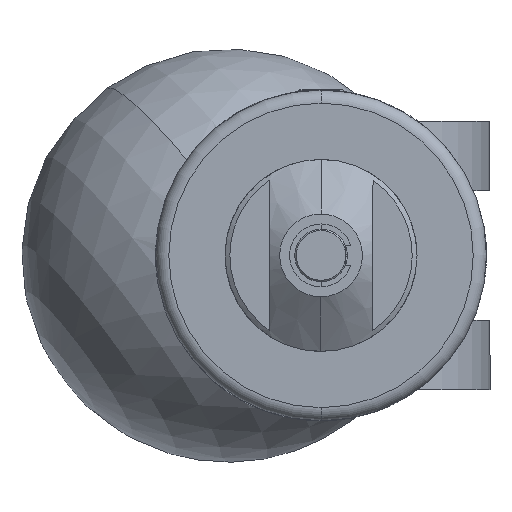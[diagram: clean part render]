
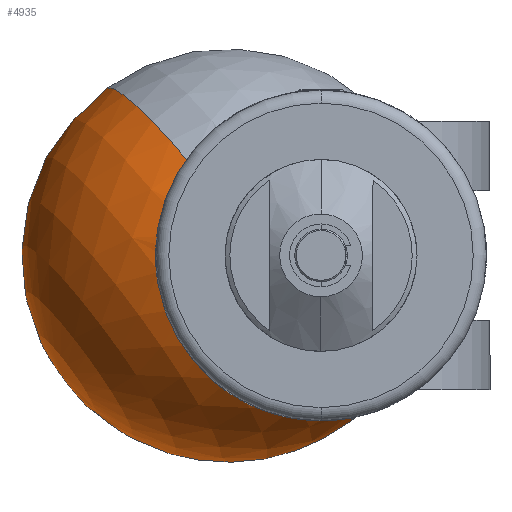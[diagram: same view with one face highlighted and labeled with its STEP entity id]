
A CAD part, left-side view. The second image highlights one B-rep face of the part: STEP entity #4935.
In plain terms, the highlighted spherical face has radius 15.875 mm.
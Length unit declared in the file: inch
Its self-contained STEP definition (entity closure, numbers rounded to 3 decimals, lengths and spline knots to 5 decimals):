
#780 = DIRECTION ( 'NONE',  ( -0.127, 0.801, -0.585 ) ) ;
#1318 = DIRECTION ( 'NONE',  ( 0.988, 0.156, 0. ) ) ;
#1447 = CARTESIAN_POINT ( 'NONE',  ( 5.17165, 0.19044, 0. ) ) ;
#1471 = FACE_OUTER_BOUND ( 'NONE', #5662, .T. ) ;
#1824 = EDGE_CURVE ( 'NONE', #6816, #10370, #5631, .T. ) ;
#2501 = DIRECTION ( 'NONE',  ( 0.988, 0.156, 0. ) ) ;
#2958 = AXIS2_PLACEMENT_3D ( 'NONE', #3979, #780, #8882 ) ;
#3220 = EDGE_CURVE ( 'NONE', #9673, #10370, #5484, .T. ) ;
#3275 = CARTESIAN_POINT ( 'NONE',  ( 5.13993, 0.39068, -0.14627 ) ) ;
#3570 = EDGE_CURVE ( 'NONE', #6816, #7296, #9584, .T. ) ;
#3979 = CARTESIAN_POINT ( 'NONE',  ( 5.73742, 0.28004, 0. ) ) ;
#4210 = ORIENTED_EDGE ( 'NONE', *, *, #8054, .T. ) ;
#4236 = CARTESIAN_POINT ( 'NONE',  ( 5.19453, 0.04597, -0.20274 ) ) ;
#4468 = CARTESIAN_POINT ( 'NONE',  ( 5.17165, 0.19044, 0. ) ) ;
#4530 = DIRECTION ( 'NONE',  ( 0.127, -0.801, 0.585 ) ) ;
#4917 = SPHERICAL_SURFACE ( 'NONE', #8017, 0.625 ) ;
#4935 = ADVANCED_FACE ( 'NONE', ( #1471 ), #4917, .T. ) ;
#5021 = ORIENTED_EDGE ( 'NONE', *, *, #3570, .T. ) ;
#5158 = ORIENTED_EDGE ( 'NONE', *, *, #1824, .F. ) ;
#5468 = DIRECTION ( 'NONE',  ( 0.127, -0.801, 0.585 ) ) ;
#5484 = CIRCLE ( 'NONE', #8768, 0.25 ) ;
#5631 = CIRCLE ( 'NONE', #9344, 0.625 ) ;
#5662 = EDGE_LOOP ( 'NONE', ( #5158, #5021, #4210, #8606 ) ) ;
#6362 = CARTESIAN_POINT ( 'NONE',  ( 5.73742, 0.28004, 0. ) ) ;
#6816 = VERTEX_POINT ( 'NONE', #11637 ) ;
#7296 = VERTEX_POINT ( 'NONE', #4236 ) ;
#8017 = AXIS2_PLACEMENT_3D ( 'NONE', #8834, #12803, #9740 ) ;
#8054 = EDGE_CURVE ( 'NONE', #7296, #9673, #11744, .T. ) ;
#8154 = DIRECTION ( 'NONE',  ( 0.127, -0.801, 0.585 ) ) ;
#8239 = AXIS2_PLACEMENT_3D ( 'NONE', #1447, #1318, #5468 ) ;
#8606 = ORIENTED_EDGE ( 'NONE', *, *, #3220, .T. ) ;
#8768 = AXIS2_PLACEMENT_3D ( 'NONE', #4468, #2501, #4530 ) ;
#8834 = CARTESIAN_POINT ( 'NONE',  ( 5.73742, 0.28004, 0. ) ) ;
#8882 = DIRECTION ( 'NONE',  ( 0., 0.59, 0.808 ) ) ;
#9204 = DIRECTION ( 'NONE',  ( 0., -0.59, -0.808 ) ) ;
#9344 = AXIS2_PLACEMENT_3D ( 'NONE', #6362, #8154, #9204 ) ;
#9584 = CIRCLE ( 'NONE', #2958, 0.625 ) ;
#9673 = VERTEX_POINT ( 'NONE', #3275 ) ;
#9740 = DIRECTION ( 'NONE',  ( 0.092, -0.578, -0.811 ) ) ;
#10370 = VERTEX_POINT ( 'NONE', #12656 ) ;
#11637 = CARTESIAN_POINT ( 'NONE',  ( 6.35472, 0.37782, 0. ) ) ;
#11744 = CIRCLE ( 'NONE', #8239, 0.25 ) ;
#12656 = CARTESIAN_POINT ( 'NONE',  ( 5.14877, 0.3349, 0.20274 ) ) ;
#12803 = DIRECTION ( 'NONE',  ( 0.127, -0.801, 0.585 ) ) ;
